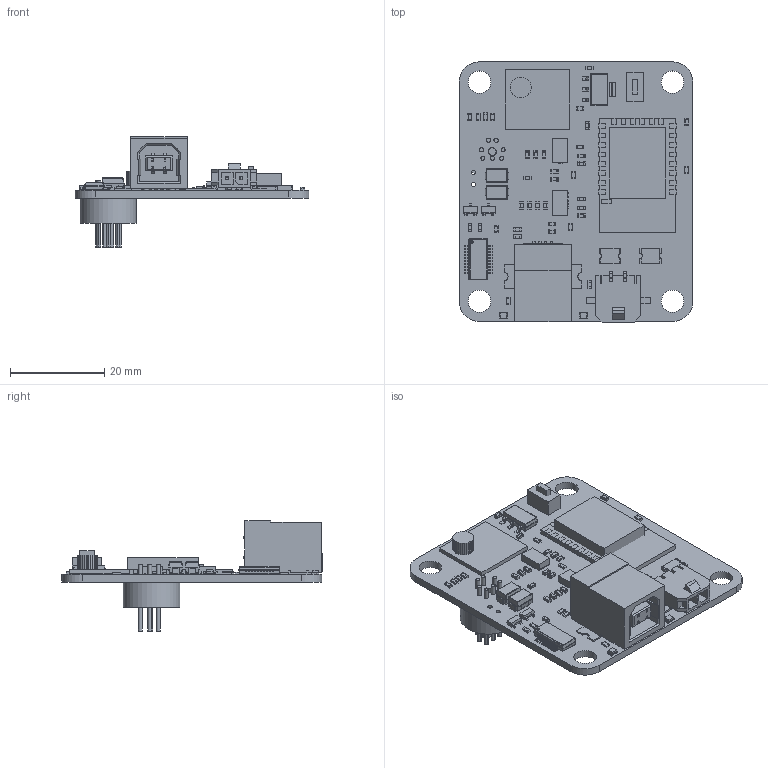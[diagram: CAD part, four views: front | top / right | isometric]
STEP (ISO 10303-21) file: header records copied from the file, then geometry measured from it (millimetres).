
FILE_DESCRIPTION(('Open CASCADE Model'),'2;1');
FILE_NAME('Open CASCADE Shape Model','2017-11-22T17:02:07',('Author'),( 'Open CASCADE'),'Open CASCADE STEP processor 6.8','Open CASCADE 6.8' ,'Unknown');
FILE_SCHEMA(('AUTOMOTIVE_DESIGN { 1 0 10303 214 1 1 1 1 }'));
Length unit declared in the file: millimetre
Products named in the file (113): PCB; Board; R15; User_Library-res0603-1; R11; D4; BL-LS0805UWC; D3; P1; md-70_part; Fusion002; J1; c-1734346-1-c-3d_RGB8421504; U2; 805593880; Extruded; 805594016; 805593744; 805593608; 805593472; S1; 805592792; 805592656; C1; User_Library-cap_0603_lowprofile; C2; C3; C5; C6; C7; C8; C9; C10; C11; C12; C13; C14; C15; C16; C17 ...
Assembly tree (231 placements, depth 5):
  PCB
    Board
    R15
      User_Library-res0603-1
    R11
      User_Library-res0603-1
    D4
      BL-LS0805UWC
    D3
      BL-LS0805UWC
    P1
      md-70_part
        Fusion002
    J1
      c-1734346-1-c-3d_RGB8421504
    U2
      805593880  x16
        Extruded
      805594016  x6
        Extruded
      805593744
        Extruded
      805593608
        Extruded
      805593472
        Extruded
    S1
      805592792
        Extruded
      805592656
        Extruded
    C1
      User_Library-cap_0603_lowprofile
    C2
      User_Library-cap_0603_lowprofile
    C3
      User_Library-cap_0603_lowprofile
    C5
      User_Library-cap_0603_lowprofile
    C6
      User_Library-cap_0603_lowprofile
    C7
      User_Library-cap_0603_lowprofile
    C8
      User_Library-cap_0603_lowprofile
    C9
      User_Library-cap_0603_lowprofile
    C10
      User_Library-cap_0603_lowprofile
    C11
      User_Library-cap_0603_lowprofile
    C12
      User_Library-cap_0603_lowprofile
    C13
      User_Library-cap_0603_lowprofile
    C14
      User_Library-cap_0603_lowprofile
    C15
      User_Library-cap_0603_lowprofile
    C16
Bounding box: 49.61 x 55.23 x 23.36 mm (x, y, z)
Volume: 8542.4 mm3; surface area: 11754.3 mm2
Topology: 158 solids, 159 shells, 3663 faces, 8557 edges, 5129 vertices
Faces by surface type: plane 2741, cylinder 708, sphere 178, bspline 36
Full cylindrical faces by diameter (mm): 0.5 x1, 0.84 x7, 0.9 x9, 1.4 x2, 1.6 x1, 1.7 x1, 4.76 x4, 12 x1
Entity records: 45684 total; most frequent: CARTESIAN_POINT 8582, DIRECTION 6047, ORIENTED_EDGE 5821, EDGE_CURVE 2911, LINE 2431, VECTOR 2431, VERTEX_POINT 1823, AXIS2_PLACEMENT_3D 1808
